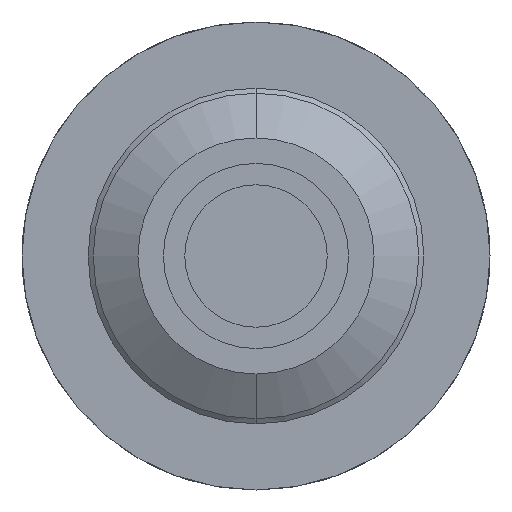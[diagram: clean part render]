
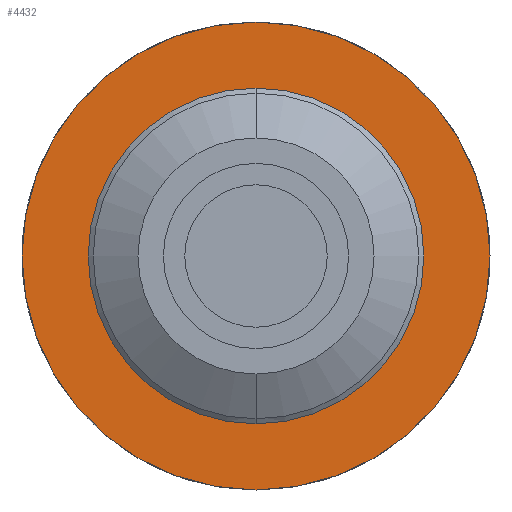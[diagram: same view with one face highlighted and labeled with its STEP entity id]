
A CAD part, front view. The second image highlights one B-rep face of the part: STEP entity #4432.
In plain terms, the highlighted planar face has unit normal (0, -1, 0).
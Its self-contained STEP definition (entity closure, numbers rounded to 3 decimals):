
#172 = CARTESIAN_POINT ( 'NONE',  ( 0., -2., 0. ) ) ;
#216 = VERTEX_POINT ( 'NONE', #482 ) ;
#387 = EDGE_LOOP ( 'NONE', ( #2939, #499 ) ) ;
#431 = CARTESIAN_POINT ( 'NONE',  ( 0., -2., 0. ) ) ;
#447 = CARTESIAN_POINT ( 'NONE',  ( 1.15, -2., 0. ) ) ;
#482 = CARTESIAN_POINT ( 'NONE',  ( 0., -2., 0.825 ) ) ;
#499 = ORIENTED_EDGE ( 'NONE', *, *, #3935, .F. ) ;
#714 = VERTEX_POINT ( 'NONE', #2695 ) ;
#935 = DIRECTION ( 'NONE',  ( 0., 1., 0. ) ) ;
#1147 = ORIENTED_EDGE ( 'NONE', *, *, #3309, .T. ) ;
#1306 = DIRECTION ( 'NONE',  ( 0., 1., 0. ) ) ;
#1517 = VERTEX_POINT ( 'NONE', #3185 ) ;
#1655 = DIRECTION ( 'NONE',  ( 0., 1., 0. ) ) ;
#1700 = DIRECTION ( 'NONE',  ( 0., 0., 1. ) ) ;
#1769 = FACE_BOUND ( 'NONE', #2624, .T. ) ;
#1800 = AXIS2_PLACEMENT_3D ( 'NONE', #172, #935, #3646 ) ;
#2241 = VERTEX_POINT ( 'NONE', #3498 ) ;
#2338 = CARTESIAN_POINT ( 'NONE',  ( 0., -2., 0. ) ) ;
#2434 = CARTESIAN_POINT ( 'NONE',  ( 0., -2., 0. ) ) ;
#2624 = EDGE_LOOP ( 'NONE', ( #3103, #1147 ) ) ;
#2691 = AXIS2_PLACEMENT_3D ( 'NONE', #2434, #2821, #2766 ) ;
#2695 = CARTESIAN_POINT ( 'NONE',  ( 0., -2., 1.15 ) ) ;
#2766 = DIRECTION ( 'NONE',  ( 0., 0., 1. ) ) ;
#2821 = DIRECTION ( 'NONE',  ( 0., 1., 0. ) ) ;
#2939 = ORIENTED_EDGE ( 'NONE', *, *, #4049, .F. ) ;
#3103 = ORIENTED_EDGE ( 'NONE', *, *, #3394, .T. ) ;
#3118 = AXIS2_PLACEMENT_3D ( 'NONE', #431, #1655, #4754 ) ;
#3185 = CARTESIAN_POINT ( 'NONE',  ( 0., -2., -1.15 ) ) ;
#3209 = DIRECTION ( 'NONE',  ( 0., 1., 0. ) ) ;
#3309 = EDGE_CURVE ( 'Defeature ausgef�hrt2_6+Defeature ausgef�hrt2_4+Defeature ausgef�hrt2_4+Defeature ausgef�hrt2_4', #2241, #216, #4547, .T. ) ;
#3394 = EDGE_CURVE ( 'Defeature ausgef�hrt2_6+Defeature ausgef�hrt2_4+Defeature ausgef�hrt2_4+Defeature ausgef�hrt2_4', #216, #2241, #3780, .T. ) ;
#3498 = CARTESIAN_POINT ( 'NONE',  ( 0., -2., -0.825 ) ) ;
#3512 = PLANE ( 'NONE',  #4121 ) ;
#3646 = DIRECTION ( 'NONE',  ( 0., 0., 1. ) ) ;
#3780 = CIRCLE ( 'NONE', #3923, 0.825 ) ;
#3923 = AXIS2_PLACEMENT_3D ( 'NONE', #2338, #3209, #4704 ) ;
#3935 = EDGE_CURVE ( 'Defeature ausgef�hrt2_5+Defeature ausgef�hrt2_6+Defeature ausgef�hrt2_6+Defeature ausgef�hrt2_6', #1517, #714, #4363, .T. ) ;
#4049 = EDGE_CURVE ( 'Defeature ausgef�hrt2_5+Defeature ausgef�hrt2_6+Defeature ausgef�hrt2_6+Defeature ausgef�hrt2_6', #714, #1517, #4172, .T. ) ;
#4121 = AXIS2_PLACEMENT_3D ( 'NONE', #447, #1306, #1700 ) ;
#4172 = CIRCLE ( 'NONE', #1800, 1.15 ) ;
#4363 = CIRCLE ( 'NONE', #3118, 1.15 ) ;
#4432 = ADVANCED_FACE ( 'Defeature ausgef�hrt2_6', ( #4956, #1769 ), #3512, .F. ) ;
#4547 = CIRCLE ( 'NONE', #2691, 0.825 ) ;
#4704 = DIRECTION ( 'NONE',  ( 0., 0., 1. ) ) ;
#4754 = DIRECTION ( 'NONE',  ( 0., 0., 1. ) ) ;
#4956 = FACE_OUTER_BOUND ( 'NONE', #387, .T. ) ;
